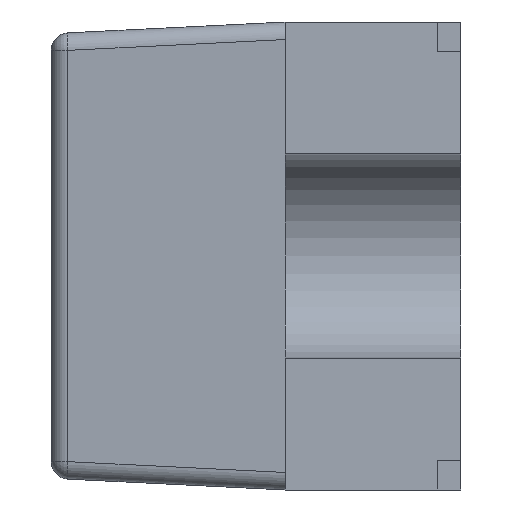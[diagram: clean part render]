
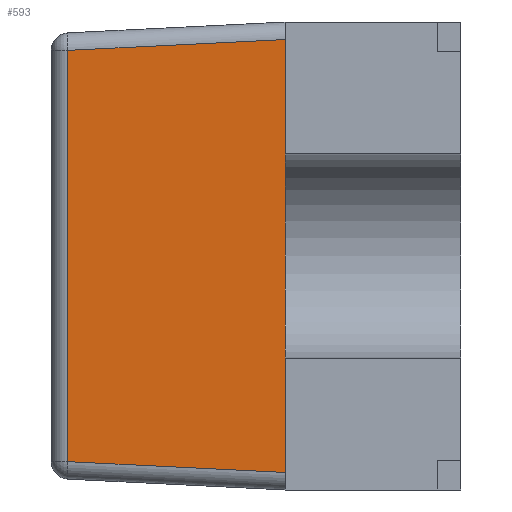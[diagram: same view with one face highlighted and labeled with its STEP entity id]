
A CAD part, left-side view. The second image highlights one B-rep face of the part: STEP entity #593.
In plain terms, the highlighted planar face has unit normal (-0.999, 0.05, 0).
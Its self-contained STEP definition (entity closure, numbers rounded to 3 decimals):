
#388=VERTEX_POINT('NONE',#389);
#389=CARTESIAN_POINT('',(-0.55,0.3,-0.37));
#495=VERTEX_POINT('NONE',#496);
#496=CARTESIAN_POINT('',(-0.55,0.3,-0.3));
#513=VERTEX_POINT('NONE',#514);
#514=CARTESIAN_POINT('',(-0.55,0.3,0.37));
#521=EDGE_CURVE('NONE',#513,#495,#522,.T.);
#522=LINE('',#523,#524);
#523=CARTESIAN_POINT('',(-0.55,0.3,-0.4));
#524=VECTOR('',#525,1.0);
#525=DIRECTION('',(0.,0.0,-1.0));
#593=ADVANCED_FACE('NONE',(#594),#625,.T.);
#594=FACE_BOUND('NONE',#595,.T.);
#595=EDGE_LOOP('',(#596,#606,#612,#618,#619));
#596=ORIENTED_EDGE('',*,*,#597,.T.);
#597=EDGE_CURVE('NONE',#598,#600,#602,.T.);
#598=VERTEX_POINT('NONE',#599);
#599=CARTESIAN_POINT('',(-0.531,0.671,0.351));
#600=VERTEX_POINT('NONE',#601);
#601=CARTESIAN_POINT('',(-0.531,0.671,-0.351));
#602=LINE('',#603,#604);
#603=CARTESIAN_POINT('',(-0.531,0.671,-0.4));
#604=VECTOR('',#605,1.0);
#605=DIRECTION('',(0.,0.0,-1.0));
#606=ORIENTED_EDGE('',*,*,#607,.T.);
#607=EDGE_CURVE('NONE',#600,#388,#608,.T.);
#608=LINE('',#609,#610);
#609=CARTESIAN_POINT('',(-0.55,0.299,-0.37));
#610=VECTOR('',#611,1.0);
#611=DIRECTION('',(-0.05,-0.998,-0.05));
#612=ORIENTED_EDGE('',*,*,#613,.T.);
#613=EDGE_CURVE('NONE',#388,#495,#614,.F.);
#614=LINE('',#615,#616);
#615=CARTESIAN_POINT('',(-0.55,0.3,-0.3));
#616=VECTOR('',#617,1.0);
#617=DIRECTION('',(0.0,0.0,-1.0));
#618=ORIENTED_EDGE('',*,*,#521,.F.);
#619=ORIENTED_EDGE('',*,*,#620,.T.);
#620=EDGE_CURVE('NONE',#513,#598,#621,.T.);
#621=LINE('',#622,#623);
#622=CARTESIAN_POINT('',(-0.548,0.338,0.368));
#623=VECTOR('',#624,1.0);
#624=DIRECTION('',(0.05,0.998,-0.05));
#625=PLANE('',#626);
#626=AXIS2_PLACEMENT_3D('',#627,#628,#629);
#627=CARTESIAN_POINT('',(-0.55,0.3,-0.4));
#628=DIRECTION('',(-0.999,0.05,0.));
#629=DIRECTION('',(0.,0.,1.0));
